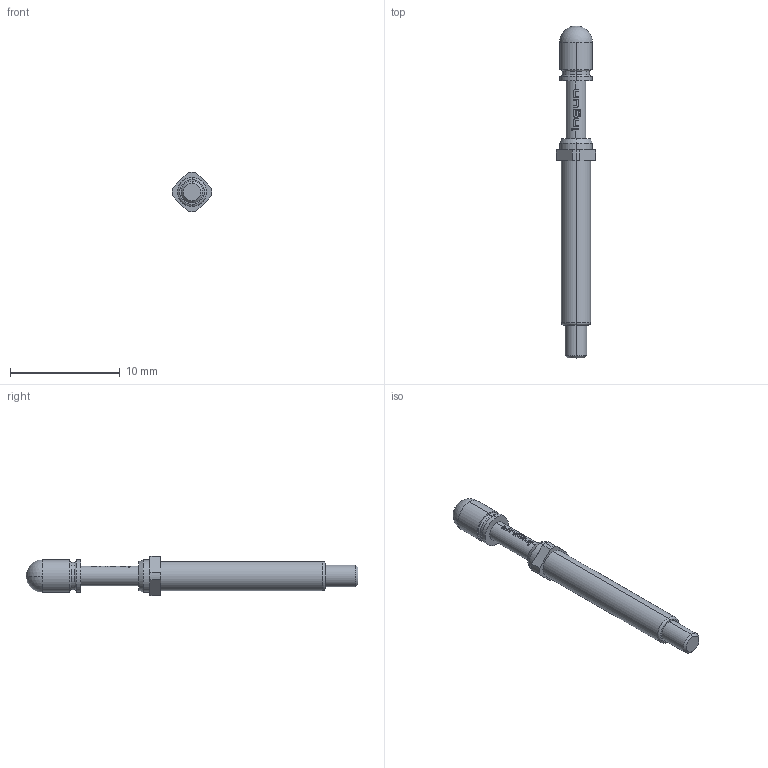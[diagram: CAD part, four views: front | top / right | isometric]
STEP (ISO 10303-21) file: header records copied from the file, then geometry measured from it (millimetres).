
FILE_DESCRIPTION (( 'STEP AP203' ), '1' );
FILE_NAME ('INGUN_HSS-120_355_300_A_xx02_M.STEP', '2021-01-18T09:15:52', ( '' ), ( '' ), 'SwSTEP 2.0', 'SolidWorks 2018', '' );
FILE_SCHEMA (( 'CONFIG_CONTROL_DESIGN' ));
Length unit declared in the file: millimetre
Products named in the file (1): INGUN_HSS-120_355_300_A_xx02_M
Bounding box: 3.59 x 30.3 x 3.6 mm (x, y, z)
Volume: 151.2 mm3; surface area: 259.6 mm2
Topology: 1 solids, 1 shells, 115 faces, 308 edges, 201 vertices
Faces by surface type: bspline 62, cylinder 29, plane 12, torus 6, cone 4, sphere 2
Entity records: 4873 total; most frequent: CARTESIAN_POINT 2467, ORIENTED_EDGE 612, EDGE_CURVE 306, DIRECTION 268, B_SPLINE_CURVE_WITH_KNOTS 204, VERTEX_POINT 201, EDGE_LOOP 123, FACE_OUTER_BOUND 115
